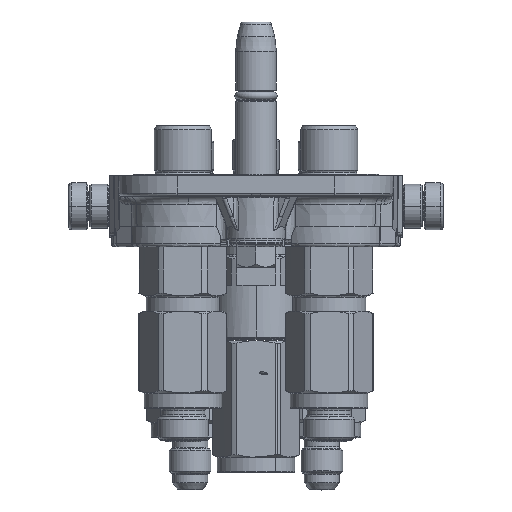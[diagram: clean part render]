
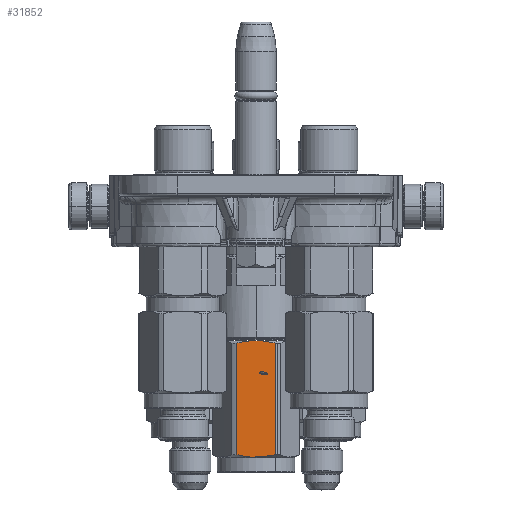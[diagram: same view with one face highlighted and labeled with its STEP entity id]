
A CAD part, left-side view. The second image highlights one B-rep face of the part: STEP entity #31852.
In plain terms, the highlighted face is planar.
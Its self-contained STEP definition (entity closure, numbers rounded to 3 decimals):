
#1674 = CARTESIAN_POINT ( 'NONE',  ( 108.259, 3.053, -13.5 ) ) ;
#1855 = CARTESIAN_POINT ( 'NONE',  ( 69.466, 6.538, -13.5 ) ) ;
#4259 = CARTESIAN_POINT ( 'NONE',  ( 68.6, 0., -13.5 ) ) ;
#4722 = VERTEX_POINT ( 'NONE', #124226 ) ;
#8903 = CARTESIAN_POINT ( 'NONE',  ( 107.85, -5.449, -13.499 ) ) ;
#9647 = PLANE ( 'NONE',  #17071 ) ;
#11087 = CARTESIAN_POINT ( 'NONE',  ( 108.236, 3.226, -13.5 ) ) ;
#11922 = B_SPLINE_CURVE_WITH_KNOTS ( 'NONE', 3,
 ( #155554, #28528, #78085, #1855 ),
 .UNSPECIFIED., .F., .F.,
 ( 4, 4 ),
 ( 0., 1. ),
 .UNSPECIFIED. ) ;
#12100 = VERTEX_POINT ( 'NONE', #78717 ) ;
#15544 = CARTESIAN_POINT ( 'NONE',  ( 108.456, -1.103, -13.5 ) ) ;
#17071 = AXIS2_PLACEMENT_3D ( 'NONE', #25173, #50733, #39595 ) ;
#18917 = CARTESIAN_POINT ( 'NONE',  ( 107.59, -6.538, -13.5 ) ) ;
#23396 = DIRECTION ( 'NONE',  ( -1., 0., 0. ) ) ;
#23905 = CARTESIAN_POINT ( 'NONE',  ( 108.193, -3.532, -13.5 ) ) ;
#25173 = CARTESIAN_POINT ( 'NONE',  ( 68.6, -7.794, -13.5 ) ) ;
#27024 = FACE_OUTER_BOUND ( 'NONE', #137259, .T. ) ;
#28093 = LINE ( 'NONE', #121820, #103857 ) ;
#28528 = CARTESIAN_POINT ( 'NONE',  ( 68.602, 2.101, -13.5 ) ) ;
#29032 = CARTESIAN_POINT ( 'NONE',  ( 69.466, -6.538, -13.5 ) ) ;
#31852 = ADVANCED_FACE ( 'NONE', ( #27024 ), #9647, .T. ) ;
#36677 = CARTESIAN_POINT ( 'NONE',  ( 107.867, 5.442, -13.498 ) ) ;
#38882 = ORIENTED_EDGE ( 'NONE', *, *, #110165, .T. ) ;
#39481 = CARTESIAN_POINT ( 'NONE',  ( 108.379, -2.181, -13.5 ) ) ;
#39595 = DIRECTION ( 'NONE',  ( 0., 1., 0. ) ) ;
#40552 = CARTESIAN_POINT ( 'NONE',  ( 108.222, -3.331, -13.5 ) ) ;
#41117 = CARTESIAN_POINT ( 'NONE',  ( 108.231, 3.262, -13.5 ) ) ;
#44113 = EDGE_CURVE ( 'NONE', #85075, #4722, #28093, .T. ) ;
#50733 = DIRECTION ( 'NONE',  ( 0., 0., -1. ) ) ;
#52259 = CARTESIAN_POINT ( 'NONE',  ( 108.245, 3.157, -13.5 ) ) ;
#54740 = EDGE_CURVE ( 'NONE', #85075, #106506, #87856, .T. ) ;
#65110 = ORIENTED_EDGE ( 'NONE', *, *, #54740, .F. ) ;
#66685 = CARTESIAN_POINT ( 'NONE',  ( 108.437, 1.097, -13.499 ) ) ;
#73852 = CARTESIAN_POINT ( 'NONE',  ( 68.6, 0., -13.5 ) ) ;
#74527 = CARTESIAN_POINT ( 'NONE',  ( 108.355, 2.191, -13.5 ) ) ;
#78085 = CARTESIAN_POINT ( 'NONE',  ( 68.891, 4.28, -13.5 ) ) ;
#78429 = CARTESIAN_POINT ( 'NONE',  ( 108.289, 2.81, -13.5 ) ) ;
#78717 = CARTESIAN_POINT ( 'NONE',  ( 69.466, 6.538, -13.5 ) ) ;
#78907 = ORIENTED_EDGE ( 'NONE', *, *, #99165, .F. ) ;
#78990 = CARTESIAN_POINT ( 'NONE',  ( 108.059, -4.372, -13.5 ) ) ;
#85075 = VERTEX_POINT ( 'NONE', #18917 ) ;
#87335 = CARTESIAN_POINT ( 'NONE',  ( 108.313, 2.603, -13.5 ) ) ;
#87856 = B_SPLINE_CURVE_WITH_KNOTS ( 'NONE', 3,
 ( #110267, #161512, #8903, #112997, #78990, #163694, #103527, #23905, #155355, #153695, #40552, #39481, #15544, #129727, #66685, #116387, #74527, #87335, #78429, #1674, #52259, #11087, #41117, #117477, #36677, #104088 ),
 .UNSPECIFIED., .F., .F.,
 ( 4, 2, 2, 1, 1, 2, 2, 2, 2, 2, 1, 1, 2, 2, 4 ),
 ( 0., 0.125, 0.188, 0.219, 0.234, 0.242, 0.25, 0.5, 0.625, 0.687, 0.719, 0.734, 0.742, 0.75, 1. ),
 .UNSPECIFIED. ) ;
#99165 = EDGE_CURVE ( 'NONE', #106506, #12100, #106277, .T. ) ;
#101165 = VERTEX_POINT ( 'NONE', #73852 ) ;
#101369 = EDGE_CURVE ( 'NONE', #4722, #101165, #120629, .T. ) ;
#103527 = CARTESIAN_POINT ( 'NONE',  ( 108.158, -3.767, -13.5 ) ) ;
#103857 = VECTOR ( 'NONE', #110099, 1000. ) ;
#104088 = CARTESIAN_POINT ( 'NONE',  ( 107.59, 6.538, -13.5 ) ) ;
#106277 = LINE ( 'NONE', #126913, #146286 ) ;
#106506 = VERTEX_POINT ( 'NONE', #114011 ) ;
#107561 = ORIENTED_EDGE ( 'NONE', *, *, #44113, .T. ) ;
#110099 = DIRECTION ( 'NONE',  ( -1., 0., 0. ) ) ;
#110165 = EDGE_CURVE ( 'NONE', #101165, #12100, #11922, .T. ) ;
#110267 = CARTESIAN_POINT ( 'NONE',  ( 107.59, -6.538, -13.5 ) ) ;
#112997 = CARTESIAN_POINT ( 'NONE',  ( 108.01, -4.641, -13.499 ) ) ;
#114011 = CARTESIAN_POINT ( 'NONE',  ( 107.59, 6.538, -13.5 ) ) ;
#116387 = CARTESIAN_POINT ( 'NONE',  ( 108.379, 1.917, -13.5 ) ) ;
#117477 = CARTESIAN_POINT ( 'NONE',  ( 108.079, 4.374, -13.5 ) ) ;
#117867 = CARTESIAN_POINT ( 'NONE',  ( 68.605, -2.13, -13.5 ) ) ;
#120629 = B_SPLINE_CURVE_WITH_KNOTS ( 'NONE', 3,
 ( #29032, #157168, #117867, #4259 ),
 .UNSPECIFIED., .F., .F.,
 ( 4, 4 ),
 ( 0., 1. ),
 .UNSPECIFIED. ) ;
#121820 = CARTESIAN_POINT ( 'NONE',  ( 107.59, -6.538, -13.5 ) ) ;
#124226 = CARTESIAN_POINT ( 'NONE',  ( 69.466, -6.538, -13.5 ) ) ;
#126913 = CARTESIAN_POINT ( 'NONE',  ( 107.59, 6.538, -13.5 ) ) ;
#129727 = CARTESIAN_POINT ( 'NONE',  ( 108.456, 0.551, -13.5 ) ) ;
#137259 = EDGE_LOOP ( 'NONE', ( #107561, #163320, #38882, #78907, #65110 ) ) ;
#146286 = VECTOR ( 'NONE', #23396, 1000. ) ;
#153695 = CARTESIAN_POINT ( 'NONE',  ( 108.217, -3.363, -13.5 ) ) ;
#155355 = CARTESIAN_POINT ( 'NONE',  ( 108.208, -3.431, -13.5 ) ) ;
#155554 = CARTESIAN_POINT ( 'NONE',  ( 68.6, 0., -13.5 ) ) ;
#157168 = CARTESIAN_POINT ( 'NONE',  ( 68.894, -4.31, -13.5 ) ) ;
#161512 = CARTESIAN_POINT ( 'NONE',  ( 107.728, -5.99, -13.499 ) ) ;
#163320 = ORIENTED_EDGE ( 'NONE', *, *, #101369, .T. ) ;
#163694 = CARTESIAN_POINT ( 'NONE',  ( 108.126, -3.969, -13.5 ) ) ;
